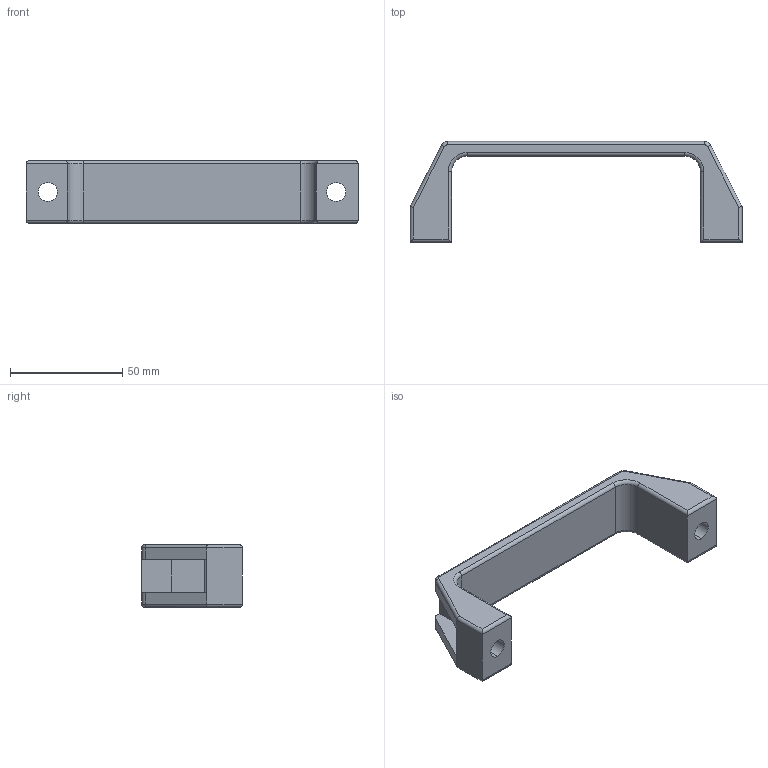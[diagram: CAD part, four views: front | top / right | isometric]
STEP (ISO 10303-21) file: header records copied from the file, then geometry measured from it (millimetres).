
FILE_DESCRIPTION (( 'STEP AP203' ), '1' );
FILE_NAME ('084.504.003.STEP', '2013-01-28T10:25:28', ( 'Alusic' ), ( 'Alusic' ), 'SwSTEP 2.0', 'SolidWorks 2011', '' );
FILE_SCHEMA (( 'CONFIG_CONTROL_DESIGN' ));
Length unit declared in the file: millimetre
Products named in the file (1): 084.504.003
Bounding box: 148 x 45 x 28 mm (x, y, z)
Volume: 42707.9 mm3; surface area: 17943.5 mm2
Topology: 1 solids, 1 shells, 68 faces, 160 edges, 96 vertices
Faces by surface type: cylinder 36, plane 24, torus 8
Entity records: 2009 total; most frequent: CARTESIAN_POINT 361, DIRECTION 342, ORIENTED_EDGE 320, EDGE_CURVE 160, AXIS2_PLACEMENT_3D 125, VERTEX_POINT 96, LINE 92, VECTOR 92
